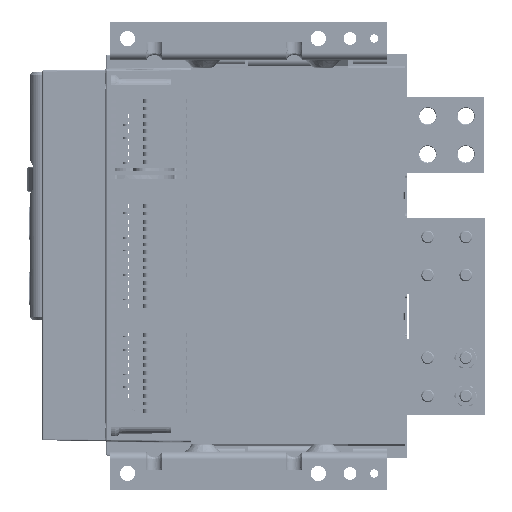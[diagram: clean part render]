
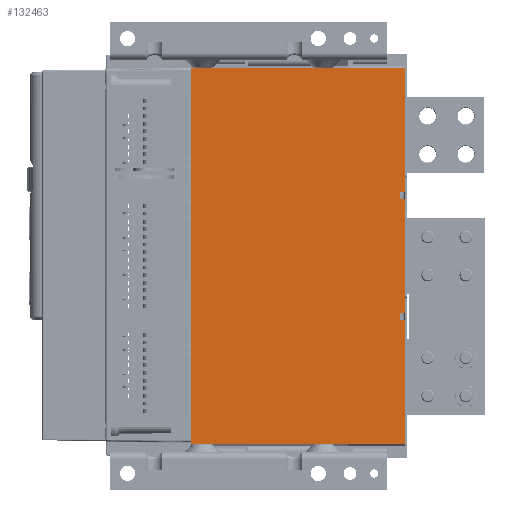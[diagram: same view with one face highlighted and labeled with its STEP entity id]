
A CAD part, front view. The second image highlights one B-rep face of the part: STEP entity #132463.
In plain terms, the highlighted planar face has unit normal (0, -1, 0).
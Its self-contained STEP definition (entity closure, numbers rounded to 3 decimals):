
#28790=DIRECTION('',(0.,0.,1.));
#28791=VECTOR('',#28790,291.);
#28792=CARTESIAN_POINT('',(-168.,0.,-97.5));
#28793=LINE('',#28792,#28791);
#28794=DIRECTION('',(0.,0.,-1.));
#28795=VECTOR('',#28794,2.);
#28796=CARTESIAN_POINT('',(-168.,0.,195.5));
#28797=LINE('',#28796,#28795);
#28798=DIRECTION('',(1.,0.,0.));
#28799=VECTOR('',#28798,168.);
#28800=CARTESIAN_POINT('',(-168.,0.,195.5));
#28801=LINE('',#28800,#28799);
#28802=DIRECTION('',(1.,0.,0.));
#28803=VECTOR('',#28802,4.);
#28804=CARTESIAN_POINT('',(-4.,0.,97.5));
#28805=LINE('',#28804,#28803);
#28806=DIRECTION('',(0.,0.,1.));
#28807=VECTOR('',#28806,90.);
#28808=CARTESIAN_POINT('',(0.,0.,2.5));
#28809=LINE('',#28808,#28807);
#28810=DIRECTION('',(1.,0.,0.));
#28811=VECTOR('',#28810,4.);
#28812=CARTESIAN_POINT('',(-4.,0.,2.5));
#28813=LINE('',#28812,#28811);
#28814=DIRECTION('',(0.,0.,1.));
#28815=VECTOR('',#28814,5.);
#28816=CARTESIAN_POINT('',(-4.,0.,-2.5));
#28817=LINE('',#28816,#28815);
#28818=DIRECTION('',(0.,0.,1.));
#28819=VECTOR('',#28818,98.);
#28820=CARTESIAN_POINT('',(0.,0.,-100.5));
#28821=LINE('',#28820,#28819);
#28822=DIRECTION('',(-1.,0.,0.));
#28823=VECTOR('',#28822,168.);
#28824=CARTESIAN_POINT('',(0.,0.,-100.5));
#28825=LINE('',#28824,#28823);
#28826=DIRECTION('',(0.,0.,-1.));
#28827=VECTOR('',#28826,3.);
#28828=CARTESIAN_POINT('',(-168.,0.,-97.5));
#28829=LINE('',#28828,#28827);
#32102=DIRECTION('',(1.,0.,0.));
#32103=VECTOR('',#32102,4.);
#32104=CARTESIAN_POINT('',(-4.,0.,-2.5));
#32105=LINE('',#32104,#32103);
#38404=DIRECTION('',(0.,0.,-1.));
#38405=VECTOR('',#38404,98.);
#38406=CARTESIAN_POINT('',(0.,0.,195.5));
#38407=LINE('',#38406,#38405);
#38648=DIRECTION('',(1.,0.,0.));
#38649=VECTOR('',#38648,4.);
#38650=CARTESIAN_POINT('',(-4.,0.,92.5));
#38651=LINE('',#38650,#38649);
#38656=DIRECTION('',(0.,0.,-1.));
#38657=VECTOR('',#38656,5.);
#38658=CARTESIAN_POINT('',(-4.,0.,97.5));
#38659=LINE('',#38658,#38657);
#73584=CARTESIAN_POINT('',(0.,0.,2.5));
#73586=VERTEX_POINT('',#73584);
#73601=CARTESIAN_POINT('',(0.,0.,92.5));
#73602=VERTEX_POINT('',#73601);
#73773=CARTESIAN_POINT('',(0.,0.,195.5));
#73774=VERTEX_POINT('',#73773);
#73775=CARTESIAN_POINT('',(0.,0.,97.5));
#73776=VERTEX_POINT('',#73775);
#73961=CARTESIAN_POINT('',(0.,0.,-2.5));
#73962=VERTEX_POINT('',#73961);
#73963=CARTESIAN_POINT('',(0.,0.,-100.5));
#73964=VERTEX_POINT('',#73963);
#74167=CARTESIAN_POINT('',(-4.,0.,-2.5));
#74168=VERTEX_POINT('',#74167);
#74169=CARTESIAN_POINT('',(-4.,0.,2.5));
#74170=VERTEX_POINT('',#74169);
#74171=CARTESIAN_POINT('',(-4.,0.,92.5));
#74172=VERTEX_POINT('',#74171);
#74173=CARTESIAN_POINT('',(-4.,0.,97.5));
#74174=VERTEX_POINT('',#74173);
#75935=CARTESIAN_POINT('',(-168.,0.,-100.5));
#75937=VERTEX_POINT('',#75935);
#75939=CARTESIAN_POINT('',(-168.,0.,195.5));
#75941=VERTEX_POINT('',#75939);
#89895=CARTESIAN_POINT('',(-168.,0.,-97.5));
#89896=CARTESIAN_POINT('',(-168.,0.,193.5));
#89897=VERTEX_POINT('',#89895);
#89898=VERTEX_POINT('',#89896);
#132431=CARTESIAN_POINT('',(0.,0.,47.5));
#132432=DIRECTION('',(0.,-1.,0.));
#132433=DIRECTION('',(0.,0.,1.));
#132434=AXIS2_PLACEMENT_3D('',#132431,#132432,#132433);
#132435=PLANE('',#132434);
#132437=ORIENTED_EDGE('',*,*,#132436,.T.);
#132439=ORIENTED_EDGE('',*,*,#132438,.F.);
#132441=ORIENTED_EDGE('',*,*,#132440,.T.);
#132443=ORIENTED_EDGE('',*,*,#132442,.T.);
#132445=ORIENTED_EDGE('',*,*,#132444,.F.);
#132447=ORIENTED_EDGE('',*,*,#132446,.T.);
#132449=ORIENTED_EDGE('',*,*,#132448,.T.);
#132450=ORIENTED_EDGE('',*,*,#132234,.F.);
#132451=ORIENTED_EDGE('',*,*,#132421,.F.);
#132453=ORIENTED_EDGE('',*,*,#132452,.F.);
#132455=ORIENTED_EDGE('',*,*,#132454,.T.);
#132456=ORIENTED_EDGE('',*,*,#95724,.F.);
#132458=ORIENTED_EDGE('',*,*,#132457,.T.);
#132460=ORIENTED_EDGE('',*,*,#132459,.F.);
#132461=EDGE_LOOP('',(#132437,#132439,#132441,#132443,#132445,#132447,#132449,
#132450,#132451,#132453,#132455,#132456,#132458,#132460));
#132462=FACE_OUTER_BOUND('',#132461,.F.);
#132463=ADVANCED_FACE('',(#132462),#132435,.T.);
#95724=EDGE_CURVE('',#73964,#73962,#28821,.T.);
#132234=EDGE_CURVE('',#73586,#73602,#28809,.T.);
#132421=EDGE_CURVE('',#74170,#73586,#28813,.T.);
#132436=EDGE_CURVE('',#89897,#89898,#28793,.T.);
#132438=EDGE_CURVE('',#75941,#89898,#28797,.T.);
#132440=EDGE_CURVE('',#75941,#73774,#28801,.T.);
#132442=EDGE_CURVE('',#73774,#73776,#38407,.T.);
#132444=EDGE_CURVE('',#74174,#73776,#28805,.T.);
#132446=EDGE_CURVE('',#74174,#74172,#38659,.T.);
#132448=EDGE_CURVE('',#74172,#73602,#38651,.T.);
#132452=EDGE_CURVE('',#74168,#74170,#28817,.T.);
#132454=EDGE_CURVE('',#74168,#73962,#32105,.T.);
#132457=EDGE_CURVE('',#73964,#75937,#28825,.T.);
#132459=EDGE_CURVE('',#89897,#75937,#28829,.T.);
